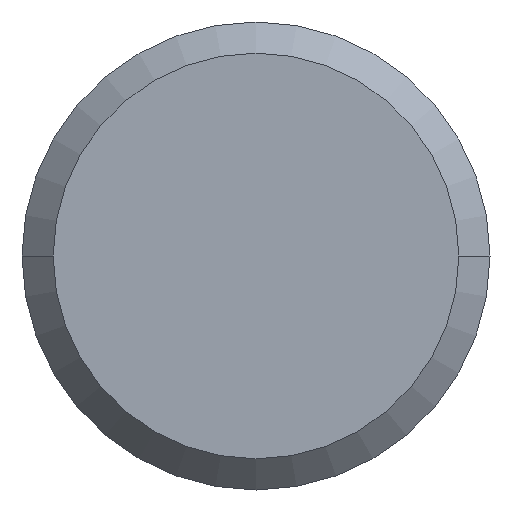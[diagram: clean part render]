
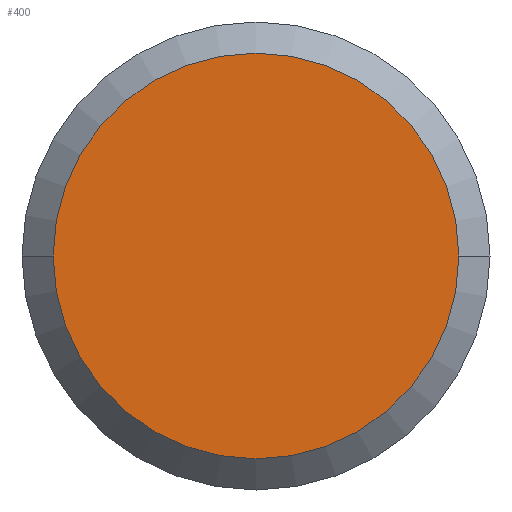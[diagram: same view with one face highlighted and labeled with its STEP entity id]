
A CAD part, front view. The second image highlights one B-rep face of the part: STEP entity #400.
In plain terms, the highlighted planar face has unit normal (0, -1, 0).
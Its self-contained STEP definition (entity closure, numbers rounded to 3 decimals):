
#24=CARTESIAN_POINT('',(0.,0.,0.));
#25=DIRECTION('',(0.,-1.,0.));
#26=DIRECTION('',(1.,0.,0.));
#27=AXIS2_PLACEMENT_3D('',#24,#25,#26);
#39=CARTESIAN_POINT('',(0.,0.,0.));
#40=DIRECTION('',(0.,1.,0.));
#41=DIRECTION('',(1.,0.,0.));
#42=AXIS2_PLACEMENT_3D('',#39,#40,#41);
#339=CARTESIAN_POINT('',(0.65,0.,0.));
#341=VERTEX_POINT('',#339);
#363=CARTESIAN_POINT('',(-0.65,0.,0.));
#365=VERTEX_POINT('',#363);
#389=CARTESIAN_POINT('',(0.,0.,0.));
#390=DIRECTION('',(0.,1.,0.));
#391=DIRECTION('',(1.,0.,0.));
#392=AXIS2_PLACEMENT_3D('',#389,#390,#391);
#393=PLANE('',#392);
#395=ORIENTED_EDGE('',*,*,#394,.F.);
#397=ORIENTED_EDGE('',*,*,#396,.T.);
#398=EDGE_LOOP('',(#395,#397));
#399=FACE_OUTER_BOUND('',#398,.F.);
#400=ADVANCED_FACE('',(#399),#393,.F.);
#28=CIRCLE('',#27,0.65);
#43=CIRCLE('',#42,0.65);
#394=EDGE_CURVE('',#341,#365,#28,.T.);
#396=EDGE_CURVE('',#341,#365,#43,.T.);
